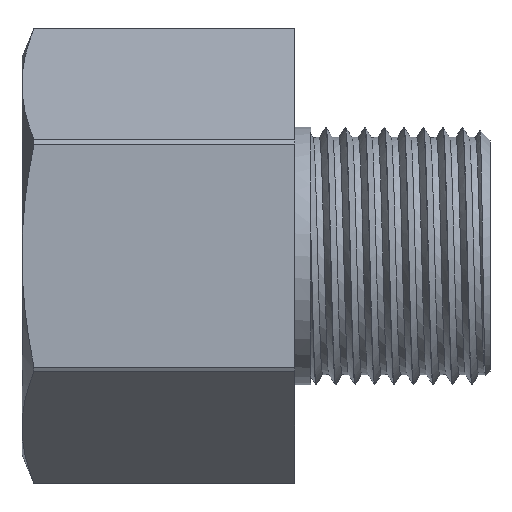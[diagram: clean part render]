
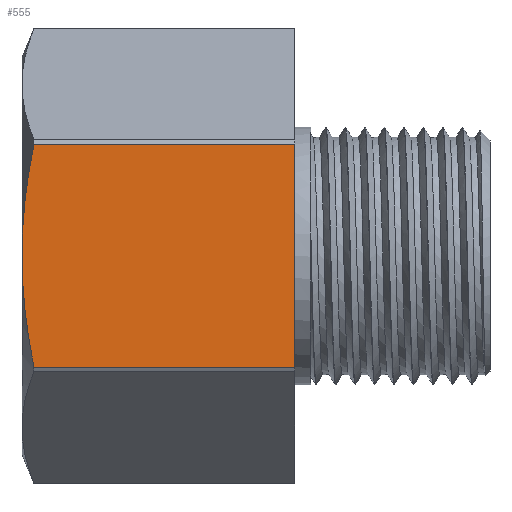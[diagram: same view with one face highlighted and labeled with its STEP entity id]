
A CAD part, top view. The second image highlights one B-rep face of the part: STEP entity #555.
In plain terms, the highlighted planar face has unit normal (0, 0, 1).
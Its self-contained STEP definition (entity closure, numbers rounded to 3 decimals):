
#25=LINE('',#4431,#43);
#26=LINE('',#4433,#44);
#27=LINE('',#4435,#45);
#43=VECTOR('',#711,10.);
#44=VECTOR('',#712,10.);
#45=VECTOR('',#713,10.);
#58=(
BOUNDED_CURVE()
B_SPLINE_CURVE(2,(#4427,#4428,#4429),.UNSPECIFIED.,.F.,.F.)
B_SPLINE_CURVE_WITH_KNOTS((3,3),(0.,0.864),.UNSPECIFIED.)
CURVE()
GEOMETRIC_REPRESENTATION_ITEM()
RATIONAL_B_SPLINE_CURVE((1.,1.036,1.))
REPRESENTATION_ITEM('')
);
#59=(
BOUNDED_CURVE()
B_SPLINE_CURVE(2,(#4436,#4437,#4438),.UNSPECIFIED.,.F.,.F.)
B_SPLINE_CURVE_WITH_KNOTS((3,3),(0.864,1.729),
 .UNSPECIFIED.)
CURVE()
GEOMETRIC_REPRESENTATION_ITEM()
RATIONAL_B_SPLINE_CURVE((1.,1.036,1.))
REPRESENTATION_ITEM('')
);
#69=PLANE('',#608);
#117=FACE_OUTER_BOUND('',#158,.T.);
#158=EDGE_LOOP('',(#438,#439,#440,#441,#442));
#272=VERTEX_POINT('',#4425);
#273=VERTEX_POINT('',#4426);
#274=VERTEX_POINT('',#4430);
#275=VERTEX_POINT('',#4432);
#276=VERTEX_POINT('',#4434);
#334=EDGE_CURVE('',#272,#273,#58,.T.);
#335=EDGE_CURVE('',#274,#272,#25,.T.);
#336=EDGE_CURVE('',#275,#274,#26,.T.);
#337=EDGE_CURVE('',#276,#275,#27,.T.);
#338=EDGE_CURVE('',#273,#276,#59,.T.);
#438=ORIENTED_EDGE('',*,*,#334,.F.);
#439=ORIENTED_EDGE('',*,*,#335,.F.);
#440=ORIENTED_EDGE('',*,*,#336,.F.);
#441=ORIENTED_EDGE('',*,*,#337,.F.);
#442=ORIENTED_EDGE('',*,*,#338,.F.);
#555=ADVANCED_FACE('',(#117),#69,.F.);
#608=AXIS2_PLACEMENT_3D('',#4424,#709,#710);
#709=DIRECTION('center_axis',(0.,0.,-1.));
#710=DIRECTION('ref_axis',(0.,1.,0.));
#711=DIRECTION('',(-1.,0.,0.));
#712=DIRECTION('',(0.,-1.,0.));
#713=DIRECTION('',(1.,0.,0.));
#4424=CARTESIAN_POINT('Origin',(-36.,-8.584,15.25));
#4425=CARTESIAN_POINT('',(-35.08,-8.584,15.25));
#4426=CARTESIAN_POINT('',(-36.,0.,15.25));
#4427=CARTESIAN_POINT('Ctrl Pts',(-35.08,-8.584,15.25));
#4428=CARTESIAN_POINT('Ctrl Pts',(-36.,-3.997,15.25));
#4429=CARTESIAN_POINT('Ctrl Pts',(-36.,0.,15.25));
#4430=CARTESIAN_POINT('',(-15.,-8.584,15.25));
#4431=CARTESIAN_POINT('',(-25.5,-8.584,15.25));
#4432=CARTESIAN_POINT('',(-15.,8.584,15.25));
#4433=CARTESIAN_POINT('',(-15.,0.658,15.25));
#4434=CARTESIAN_POINT('',(-35.08,8.584,15.25));
#4435=CARTESIAN_POINT('',(-25.5,8.584,15.25));
#4436=CARTESIAN_POINT('Ctrl Pts',(-36.,0.,15.25));
#4437=CARTESIAN_POINT('Ctrl Pts',(-36.,3.997,15.25));
#4438=CARTESIAN_POINT('Ctrl Pts',(-35.08,8.584,15.25));
